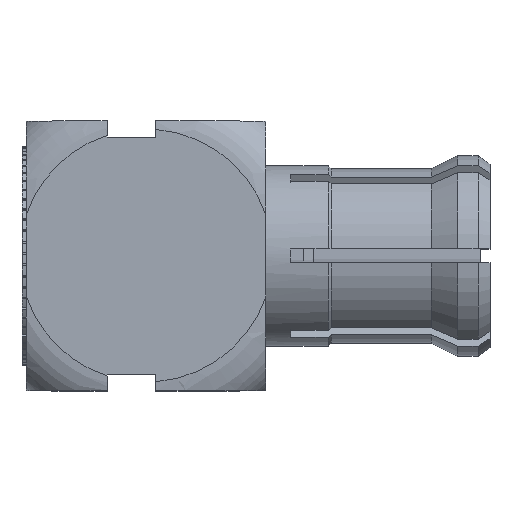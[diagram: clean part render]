
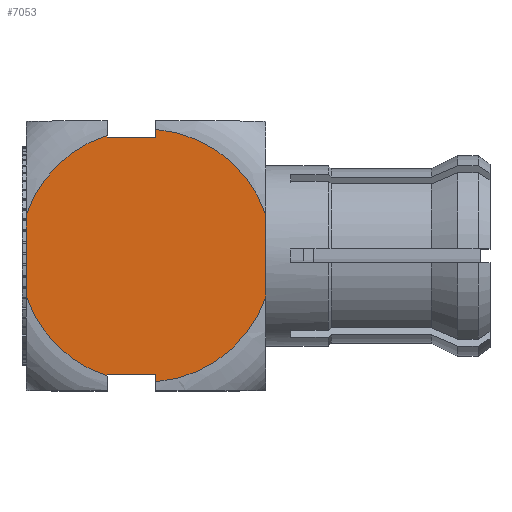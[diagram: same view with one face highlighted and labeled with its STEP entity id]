
A CAD part, top view. The second image highlights one B-rep face of the part: STEP entity #7053.
In plain terms, the highlighted planar face has unit normal (0, 0, 1).
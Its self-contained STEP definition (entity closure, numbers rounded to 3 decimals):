
#122=LINE('',#10640,#722);
#124=LINE('',#10673,#724);
#126=LINE('',#10700,#726);
#130=LINE('',#10713,#730);
#133=LINE('',#10729,#733);
#135=LINE('',#10748,#735);
#139=LINE('',#10763,#739);
#140=LINE('',#10766,#740);
#722=VECTOR('',#8357,1000.);
#724=VECTOR('',#8363,1000.);
#726=VECTOR('',#8367,1000.);
#730=VECTOR('',#8373,1000.);
#733=VECTOR('',#8378,1000.);
#735=VECTOR('',#8382,1000.);
#739=VECTOR('',#8404,1000.);
#740=VECTOR('',#8409,1000.);
#1324=PLANE('',#7550);
#1664=ORIENTED_EDGE('',*,*,#3794,.F.);
#1665=ORIENTED_EDGE('',*,*,#3757,.F.);
#1666=ORIENTED_EDGE('',*,*,#3795,.F.);
#1667=ORIENTED_EDGE('',*,*,#3775,.F.);
#1668=ORIENTED_EDGE('',*,*,#3796,.T.);
#1669=ORIENTED_EDGE('',*,*,#3770,.T.);
#1670=ORIENTED_EDGE('',*,*,#3797,.F.);
#1671=ORIENTED_EDGE('',*,*,#3764,.F.);
#1672=ORIENTED_EDGE('',*,*,#3798,.F.);
#1673=ORIENTED_EDGE('',*,*,#3780,.F.);
#1674=ORIENTED_EDGE('',*,*,#3799,.T.);
#1675=ORIENTED_EDGE('',*,*,#3785,.T.);
#3757=EDGE_CURVE('',#4828,#4829,#122,.T.);
#3764=EDGE_CURVE('',#4833,#4834,#124,.T.);
#3770=EDGE_CURVE('',#4838,#4837,#126,.T.);
#3775=EDGE_CURVE('',#4841,#4842,#130,.T.);
#3780=EDGE_CURVE('',#4845,#4846,#133,.T.);
#3785=EDGE_CURVE('',#4850,#4849,#135,.T.);
#3794=EDGE_CURVE('',#4829,#4849,#5550,.T.);
#3795=EDGE_CURVE('',#4842,#4828,#5551,.T.);
#3796=EDGE_CURVE('',#4841,#4838,#139,.T.);
#3797=EDGE_CURVE('',#4834,#4837,#5552,.T.);
#3798=EDGE_CURVE('',#4846,#4833,#5553,.T.);
#3799=EDGE_CURVE('',#4845,#4850,#140,.T.);
#4828=VERTEX_POINT('',#10639);
#4829=VERTEX_POINT('',#10641);
#4833=VERTEX_POINT('',#10672);
#4834=VERTEX_POINT('',#10674);
#4837=VERTEX_POINT('',#10699);
#4838=VERTEX_POINT('',#10701);
#4841=VERTEX_POINT('',#10712);
#4842=VERTEX_POINT('',#10714);
#4845=VERTEX_POINT('',#10728);
#4846=VERTEX_POINT('',#10730);
#4849=VERTEX_POINT('',#10747);
#4850=VERTEX_POINT('',#10749);
#5550=CIRCLE('',#7551,2.347);
#5551=CIRCLE('',#7552,2.347);
#5552=CIRCLE('',#7553,2.347);
#5553=CIRCLE('',#7554,2.347);
#5943=EDGE_LOOP('',(#1664,#1665,#1666,#1667,#1668,#1669,#1670,#1671,#1672,
#1673,#1674,#1675));
#6418=FACE_BOUND('',#5943,.T.);
#7053=ADVANCED_FACE('',(#6418),#1324,.F.);
#7550=AXIS2_PLACEMENT_3D('',#10760,#8398,#8399);
#7551=AXIS2_PLACEMENT_3D('',#10761,#8400,#8401);
#7552=AXIS2_PLACEMENT_3D('',#10762,#8402,#8403);
#7553=AXIS2_PLACEMENT_3D('',#10764,#8405,#8406);
#7554=AXIS2_PLACEMENT_3D('',#10765,#8407,#8408);
#8357=DIRECTION('',(0.,1.,0.));
#8363=DIRECTION('',(0.,-1.,0.));
#8367=DIRECTION('',(0.,-1.,0.));
#8373=DIRECTION('',(0.,-1.,0.));
#8378=DIRECTION('',(0.,1.,0.));
#8382=DIRECTION('',(0.,1.,0.));
#8398=DIRECTION('',(0.,0.,-1.));
#8399=DIRECTION('',(-1.,0.,0.));
#8400=DIRECTION('',(0.,0.,-1.));
#8401=DIRECTION('',(-1.,0.,0.));
#8402=DIRECTION('',(0.,0.,-1.));
#8403=DIRECTION('',(-1.,0.,0.));
#8404=DIRECTION('',(1.,0.,0.));
#8405=DIRECTION('',(0.,0.,-1.));
#8406=DIRECTION('',(-1.,0.,0.));
#8407=DIRECTION('',(0.,0.,-1.));
#8408=DIRECTION('',(-1.,0.,0.));
#8409=DIRECTION('',(-1.,0.,0.));
#10639=CARTESIAN_POINT('',(-2.52,-0.752,5.));
#10640=CARTESIAN_POINT('',(-2.52,-2.5,5.));
#10641=CARTESIAN_POINT('',(-2.52,0.757,5.));
#10672=CARTESIAN_POINT('',(1.92,0.77,5.));
#10673=CARTESIAN_POINT('',(1.92,2.5,5.));
#10674=CARTESIAN_POINT('',(1.92,-0.765,5.));
#10699=CARTESIAN_POINT('',(-0.12,-2.338,5.));
#10700=CARTESIAN_POINT('',(-0.12,-2.2,5.));
#10701=CARTESIAN_POINT('',(-0.12,-2.2,5.));
#10712=CARTESIAN_POINT('',(-1.02,-2.2,5.));
#10713=CARTESIAN_POINT('',(-1.02,-2.2,5.));
#10714=CARTESIAN_POINT('',(-1.02,-2.23,5.));
#10728=CARTESIAN_POINT('',(-0.12,2.2,5.));
#10729=CARTESIAN_POINT('',(-0.12,2.2,5.));
#10730=CARTESIAN_POINT('',(-0.12,2.343,5.));
#10747=CARTESIAN_POINT('',(-1.02,2.235,5.));
#10748=CARTESIAN_POINT('',(-1.02,2.2,5.));
#10749=CARTESIAN_POINT('',(-1.02,2.2,5.));
#10760=CARTESIAN_POINT('',(0.,0.,5.));
#10761=CARTESIAN_POINT('',(-0.298,0.003,5.));
#10762=CARTESIAN_POINT('',(-0.298,0.003,5.));
#10763=CARTESIAN_POINT('',(-0.12,-2.2,5.));
#10764=CARTESIAN_POINT('',(-0.298,0.003,5.));
#10765=CARTESIAN_POINT('',(-0.298,0.003,5.));
#10766=CARTESIAN_POINT('',(-0.12,2.2,5.));
